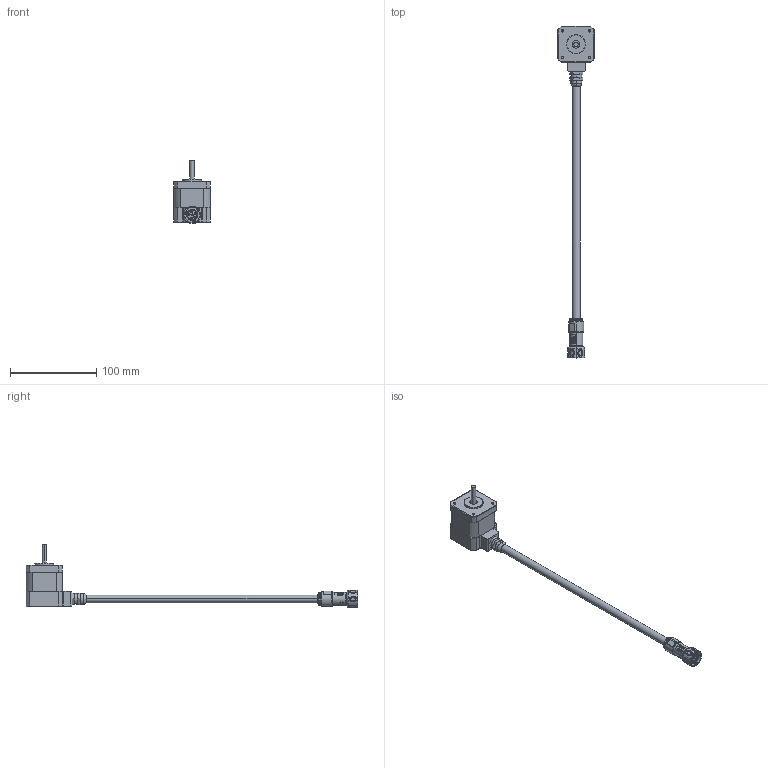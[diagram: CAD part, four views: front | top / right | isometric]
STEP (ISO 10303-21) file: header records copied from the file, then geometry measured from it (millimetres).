
FILE_DESCRIPTION (( 'STEP AP214' ), '1' );
FILE_NAME ('STP-MTR-17040W.STEP', '2018-12-11T19:38:35', ( '' ), ( '' ), 'SwSTEP 2.0', 'SolidWorks 2017', '' );
FILE_SCHEMA (( 'AUTOMOTIVE_DESIGN' ));
Length unit declared in the file: inch
Products named in the file (1): STP-MTR-17040W
Bounding box: 42.16 x 384.03 x 72.92 mm (x, y, z)
Volume: 114041 mm3; surface area: 29113 mm2
Topology: 7 solids, 7 shells, 847 faces, 2045 edges, 1289 vertices
Faces by surface type: plane 301, bspline 272, cylinder 237, cone 37
Entity records: 42699 total; most frequent: CARTESIAN_POINT 22042, ORIENTED_EDGE 4072, DIRECTION 3143, EDGE_CURVE 2036, VERTEX_POINT 1289, AXIS2_PLACEMENT_3D 1136, EDGE_LOOP 933, VECTOR 871
